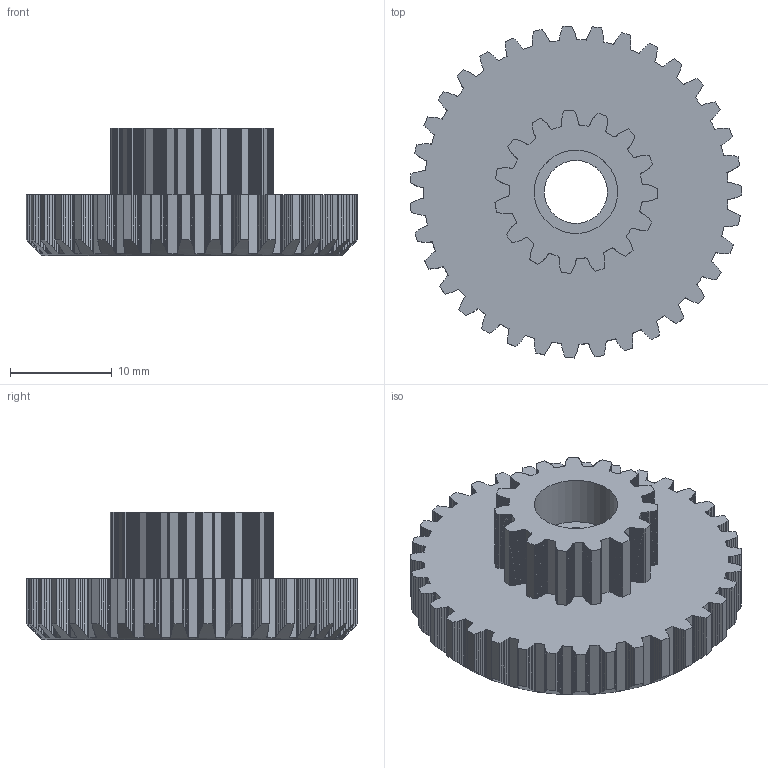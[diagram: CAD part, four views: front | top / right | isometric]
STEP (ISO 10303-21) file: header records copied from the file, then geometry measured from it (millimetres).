
FILE_DESCRIPTION(('STEP AP214'), '1');
FILE_NAME('r5-42', '2023-04-17T14:38:17', (''), (''), 'ASCON STEP Converter 1.3', 'ASCON Math Kernel', '');
FILE_SCHEMA(('AUTOMOTIVE_DESIGN { 1 0 10303 214 3 1 1}'));
Length unit declared in the file: millimetre
Products named in the file (1): 6
Bounding box: 32.63 x 32.66 x 12.5 mm (x, y, z)
Volume: 5059.1 mm3; surface area: 3136.7 mm2
Topology: 1 solids, 1 shells, 1300 faces, 3886 edges, 2590 vertices
Faces by surface type: plane 1294, cone 3, cylinder 3
Full cylindrical faces by diameter (mm): 6.2 x1, 8.2 x2
Entity records: 44913 total; most frequent: CARTESIAN_POINT 11125, ORIENTED_EDGE 7760, DIRECTION 5860, EDGE_CURVE 3880, LINE 3240, VECTOR 3240, VERTEX_POINT 2590, AXIS2_PLACEMENT_3D 1310
